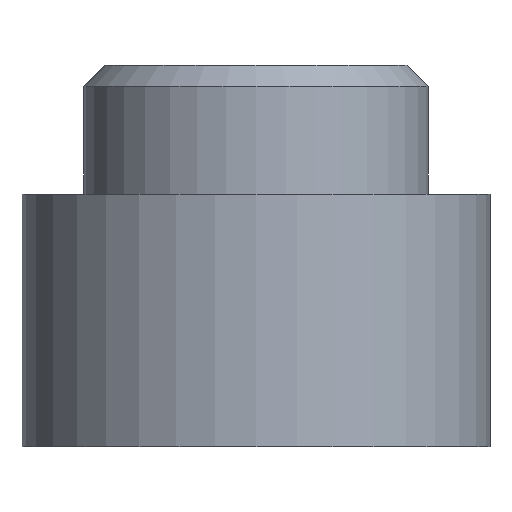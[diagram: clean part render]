
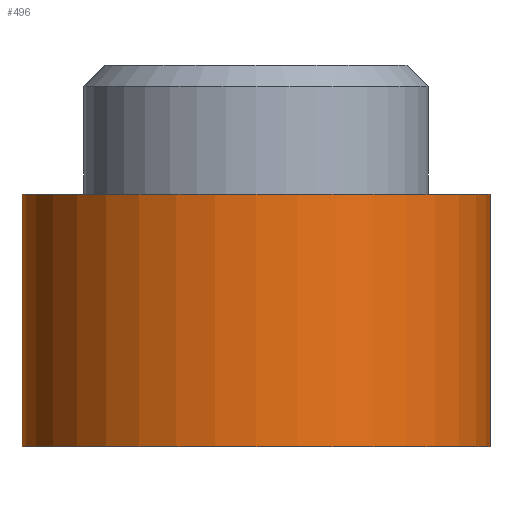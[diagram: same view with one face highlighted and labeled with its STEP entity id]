
A CAD part, front view. The second image highlights one B-rep face of the part: STEP entity #496.
In plain terms, the highlighted cylindrical face has radius 2.78 mm (diameter 5.56 mm), a full revolution.
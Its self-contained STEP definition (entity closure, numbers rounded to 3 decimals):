
#49=FACE_OUTER_BOUND('',#78,.T.);
#78=EDGE_LOOP('',(#438,#439,#440,#441));
#90=CIRCLE('',#544,2.78);
#91=CIRCLE('',#545,2.78);
#156=LINE('',#2163,#177);
#177=VECTOR('',#634,2.78);
#225=VERTEX_POINT('',#2160);
#226=VERTEX_POINT('',#2162);
#298=EDGE_CURVE('',#225,#225,#90,.T.);
#299=EDGE_CURVE('',#225,#226,#156,.T.);
#300=EDGE_CURVE('',#226,#226,#91,.T.);
#438=ORIENTED_EDGE('',*,*,#298,.F.);
#439=ORIENTED_EDGE('',*,*,#299,.T.);
#440=ORIENTED_EDGE('',*,*,#300,.T.);
#441=ORIENTED_EDGE('',*,*,#299,.F.);
#470=CYLINDRICAL_SURFACE('',#543,2.78);
#496=ADVANCED_FACE('',(#49),#470,.T.);
#543=AXIS2_PLACEMENT_3D('',#2159,#630,#631);
#544=AXIS2_PLACEMENT_3D('',#2161,#632,#633);
#545=AXIS2_PLACEMENT_3D('',#2164,#635,#636);
#630=DIRECTION('center_axis',(0.,0.,1.));
#631=DIRECTION('ref_axis',(1.,0.,0.));
#632=DIRECTION('center_axis',(0.,0.,1.));
#633=DIRECTION('ref_axis',(1.,0.,0.));
#634=DIRECTION('',(0.,0.,-1.));
#635=DIRECTION('center_axis',(0.,0.,1.));
#636=DIRECTION('ref_axis',(1.,0.,0.));
#2159=CARTESIAN_POINT('Origin',(0.,0.,0.));
#2160=CARTESIAN_POINT('',(-2.78,0.,3.));
#2161=CARTESIAN_POINT('Origin',(0.,0.,3.));
#2162=CARTESIAN_POINT('',(-2.78,0.,0.));
#2163=CARTESIAN_POINT('',(-2.78,0.,0.));
#2164=CARTESIAN_POINT('Origin',(0.,0.,0.));
